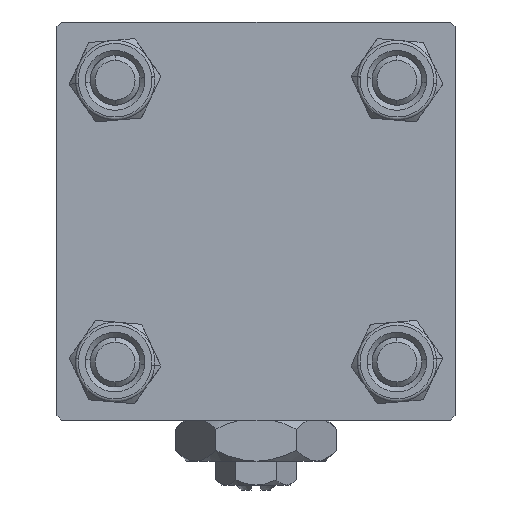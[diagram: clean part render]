
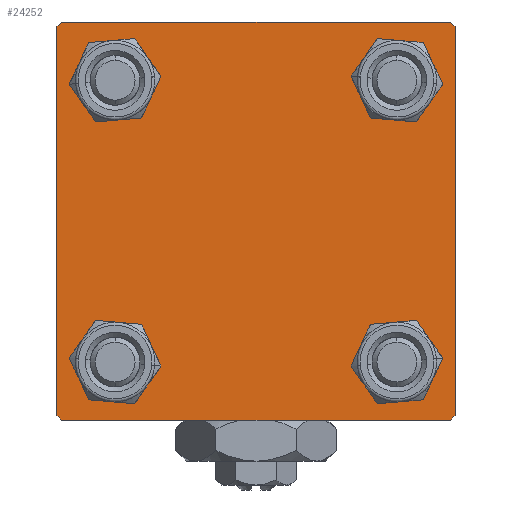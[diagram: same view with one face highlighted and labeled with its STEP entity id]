
A CAD part, left-side view. The second image highlights one B-rep face of the part: STEP entity #24252.
In plain terms, the highlighted planar face has unit normal (-1, 0, 0).
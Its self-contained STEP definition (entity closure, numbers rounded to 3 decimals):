
#141 = FACE_OUTER_BOUND ( 'NONE', #20640, .T. ) ;
#715 = FACE_BOUND ( 'NONE', #25950, .T. ) ;
#895 = CARTESIAN_POINT ( 'NONE',  ( 0., -14.15, -11.15 ) ) ;
#1025 = LINE ( 'NONE', #15817, #30255 ) ;
#1655 = DIRECTION ( 'NONE',  ( 0., 0.707, 0.707 ) ) ;
#1868 = VERTEX_POINT ( 'NONE', #37399 ) ;
#1895 = DIRECTION ( 'NONE',  ( 0., -0.707, -0.707 ) ) ;
#2731 = CIRCLE ( 'NONE', #21674, 3. ) ;
#2998 = EDGE_LOOP ( 'NONE', ( #39848, #13874 ) ) ;
#3021 = CARTESIAN_POINT ( 'NONE',  ( 0., -20., 20. ) ) ;
#4111 = CARTESIAN_POINT ( 'NONE',  ( 0., 20., 20. ) ) ;
#4116 = VERTEX_POINT ( 'NONE', #18054 ) ;
#4876 = DIRECTION ( 'NONE',  ( -1., 0., 0. ) ) ;
#5503 = VERTEX_POINT ( 'NONE', #46364 ) ;
#5660 = ORIENTED_EDGE ( 'NONE', *, *, #52960, .T. ) ;
#6365 = VERTEX_POINT ( 'NONE', #46730 ) ;
#6590 = VECTOR ( 'NONE', #47986, 1000. ) ;
#6700 = LINE ( 'NONE', #42786, #43844 ) ;
#6884 = VERTEX_POINT ( 'NONE', #44681 ) ;
#7840 = EDGE_CURVE ( 'NONE', #56290, #5503, #19231, .T. ) ;
#7976 = VERTEX_POINT ( 'NONE', #20098 ) ;
#8676 = AXIS2_PLACEMENT_3D ( 'NONE', #34602, #25444, #16278 ) ;
#8996 = CARTESIAN_POINT ( 'NONE',  ( 0., -14.15, 14.15 ) ) ;
#9091 = CARTESIAN_POINT ( 'NONE',  ( 0., -19.75, -19.75 ) ) ;
#9525 = VERTEX_POINT ( 'NONE', #35318 ) ;
#11290 = AXIS2_PLACEMENT_3D ( 'NONE', #45410, #4876, #22927 ) ;
#11424 = CIRCLE ( 'NONE', #17087, 3. ) ;
#11543 = AXIS2_PLACEMENT_3D ( 'NONE', #8996, #18448, #33496 ) ;
#11765 = VECTOR ( 'NONE', #55895, 1000. ) ;
#12058 = ORIENTED_EDGE ( 'NONE', *, *, #27575, .T. ) ;
#12127 = VERTEX_POINT ( 'NONE', #33751 ) ;
#13874 = ORIENTED_EDGE ( 'NONE', *, *, #52895, .T. ) ;
#14100 = DIRECTION ( 'NONE',  ( 0., -0.707, 0.707 ) ) ;
#14647 = FACE_BOUND ( 'NONE', #52689, .T. ) ;
#14814 = VERTEX_POINT ( 'NONE', #18774 ) ;
#15817 = CARTESIAN_POINT ( 'NONE',  ( 0., 19.75, -19.75 ) ) ;
#15929 = VECTOR ( 'NONE', #14100, 1000. ) ;
#16278 = DIRECTION ( 'NONE',  ( 0., 0., 1. ) ) ;
#16785 = DIRECTION ( 'NONE',  ( 1., 0., 0. ) ) ;
#17087 = AXIS2_PLACEMENT_3D ( 'NONE', #56720, #16785, #30383 ) ;
#18054 = CARTESIAN_POINT ( 'NONE',  ( 0., 19.5, 20. ) ) ;
#18199 = PLANE ( 'NONE',  #11290 ) ;
#18448 = DIRECTION ( 'NONE',  ( 1., 0., 0. ) ) ;
#18774 = CARTESIAN_POINT ( 'NONE',  ( 0., -14.15, -17.15 ) ) ;
#18868 = LINE ( 'NONE', #45488, #25691 ) ;
#19231 = LINE ( 'NONE', #51159, #11765 ) ;
#19341 = VERTEX_POINT ( 'NONE', #52938 ) ;
#19810 = CIRCLE ( 'NONE', #36689, 3. ) ;
#20098 = CARTESIAN_POINT ( 'NONE',  ( 0., -19.5, 20. ) ) ;
#20131 = CARTESIAN_POINT ( 'NONE',  ( 0., 19.5, -20. ) ) ;
#20298 = DIRECTION ( 'NONE',  ( 0., 0., 1. ) ) ;
#20420 = EDGE_CURVE ( 'NONE', #9525, #6365, #41023, .T. ) ;
#20640 = EDGE_LOOP ( 'NONE', ( #23543, #23394, #37894, #42434, #24066, #5660, #23479, #38655 ) ) ;
#20794 = CARTESIAN_POINT ( 'NONE',  ( 0., 20., -20. ) ) ;
#21373 = DIRECTION ( 'NONE',  ( 0., 0., -1. ) ) ;
#21497 = VERTEX_POINT ( 'NONE', #895 ) ;
#21674 = AXIS2_PLACEMENT_3D ( 'NONE', #56379, #42783, #20298 ) ;
#21917 = ORIENTED_EDGE ( 'NONE', *, *, #37410, .T. ) ;
#22151 = EDGE_CURVE ( 'NONE', #12127, #6365, #47982, .T. ) ;
#22927 = DIRECTION ( 'NONE',  ( 0., 0., 1. ) ) ;
#23214 = CARTESIAN_POINT ( 'NONE',  ( 0., 14.15, -14.15 ) ) ;
#23394 = ORIENTED_EDGE ( 'NONE', *, *, #37323, .T. ) ;
#23479 = ORIENTED_EDGE ( 'NONE', *, *, #48254, .F. ) ;
#23543 = ORIENTED_EDGE ( 'NONE', *, *, #7840, .T. ) ;
#23792 = CIRCLE ( 'NONE', #8676, 3. ) ;
#24066 = ORIENTED_EDGE ( 'NONE', *, *, #22151, .F. ) ;
#24252 = ADVANCED_FACE ( 'NONE', ( #36823, #14647, #45993, #715, #141 ), #18199, .T. ) ;
#24552 = CIRCLE ( 'NONE', #45364, 3. ) ;
#24936 = EDGE_CURVE ( 'NONE', #21497, #14814, #19810, .T. ) ;
#25444 = DIRECTION ( 'NONE',  ( 1., 0., 0. ) ) ;
#25691 = VECTOR ( 'NONE', #49042, 1000. ) ;
#25950 = EDGE_LOOP ( 'NONE', ( #33862, #39260 ) ) ;
#27076 = DIRECTION ( 'NONE',  ( 1., 0., 0. ) ) ;
#27437 = EDGE_CURVE ( 'NONE', #36591, #6884, #2731, .T. ) ;
#27575 = EDGE_CURVE ( 'NONE', #19341, #1868, #30150, .T. ) ;
#28549 = EDGE_CURVE ( 'NONE', #57409, #9525, #44444, .T. ) ;
#28719 = AXIS2_PLACEMENT_3D ( 'NONE', #33891, #34187, #52225 ) ;
#29005 = CARTESIAN_POINT ( 'NONE',  ( 0., 20., 19.5 ) ) ;
#29268 = DIRECTION ( 'NONE',  ( 0., 0., 1. ) ) ;
#29418 = DIRECTION ( 'NONE',  ( 1., 0., 0. ) ) ;
#30150 = CIRCLE ( 'NONE', #52814, 3. ) ;
#30255 = VECTOR ( 'NONE', #1895, 1000. ) ;
#30383 = DIRECTION ( 'NONE',  ( 0., 0., 1. ) ) ;
#30460 = DIRECTION ( 'NONE',  ( 0., -1., 0. ) ) ;
#31031 = LINE ( 'NONE', #4111, #39879 ) ;
#33496 = DIRECTION ( 'NONE',  ( 0., 0., 1. ) ) ;
#33751 = CARTESIAN_POINT ( 'NONE',  ( 0., -20., 19.5 ) ) ;
#33862 = ORIENTED_EDGE ( 'NONE', *, *, #27437, .T. ) ;
#33891 = CARTESIAN_POINT ( 'NONE',  ( 0., -14.15, 14.15 ) ) ;
#34187 = DIRECTION ( 'NONE',  ( 1., 0., 0. ) ) ;
#34602 = CARTESIAN_POINT ( 'NONE',  ( 0., -14.15, -14.15 ) ) ;
#34843 = VECTOR ( 'NONE', #21373, 1000. ) ;
#35021 = DIRECTION ( 'NONE',  ( 0., 0., 1. ) ) ;
#35318 = CARTESIAN_POINT ( 'NONE',  ( 0., -19.5, -20. ) ) ;
#36591 = VERTEX_POINT ( 'NONE', #40697 ) ;
#36689 = AXIS2_PLACEMENT_3D ( 'NONE', #51730, #38140, #29268 ) ;
#36766 = ORIENTED_EDGE ( 'NONE', *, *, #45999, .T. ) ;
#36823 = FACE_BOUND ( 'NONE', #2998, .T. ) ;
#37323 = EDGE_CURVE ( 'NONE', #5503, #57409, #1025, .T. ) ;
#37399 = CARTESIAN_POINT ( 'NONE',  ( 0., 14.15, -11.15 ) ) ;
#37410 = EDGE_CURVE ( 'NONE', #1868, #19341, #24552, .T. ) ;
#37800 = CARTESIAN_POINT ( 'NONE',  ( 0., -14.15, 17.15 ) ) ;
#37894 = ORIENTED_EDGE ( 'NONE', *, *, #28549, .T. ) ;
#38140 = DIRECTION ( 'NONE',  ( 1., 0., 0. ) ) ;
#38655 = ORIENTED_EDGE ( 'NONE', *, *, #46317, .T. ) ;
#38881 = CARTESIAN_POINT ( 'NONE',  ( 0., 14.15, -14.15 ) ) ;
#39260 = ORIENTED_EDGE ( 'NONE', *, *, #39730, .T. ) ;
#39611 = CARTESIAN_POINT ( 'NONE',  ( 0., -14.15, 11.15 ) ) ;
#39625 = VERTEX_POINT ( 'NONE', #37800 ) ;
#39730 = EDGE_CURVE ( 'NONE', #6884, #36591, #11424, .T. ) ;
#39848 = ORIENTED_EDGE ( 'NONE', *, *, #47881, .T. ) ;
#39879 = VECTOR ( 'NONE', #30460, 1000. ) ;
#40214 = ORIENTED_EDGE ( 'NONE', *, *, #24936, .T. ) ;
#40697 = CARTESIAN_POINT ( 'NONE',  ( 0., 14.15, 17.15 ) ) ;
#41023 = LINE ( 'NONE', #9091, #15929 ) ;
#41258 = DIRECTION ( 'NONE',  ( 0., 0., 1. ) ) ;
#42434 = ORIENTED_EDGE ( 'NONE', *, *, #20420, .T. ) ;
#42783 = DIRECTION ( 'NONE',  ( 1., 0., 0. ) ) ;
#42786 = CARTESIAN_POINT ( 'NONE',  ( 0., -19.75, 19.75 ) ) ;
#43433 = VERTEX_POINT ( 'NONE', #39611 ) ;
#43844 = VECTOR ( 'NONE', #1655, 1000. ) ;
#44444 = LINE ( 'NONE', #20794, #6590 ) ;
#44681 = CARTESIAN_POINT ( 'NONE',  ( 0., 14.15, 11.15 ) ) ;
#45364 = AXIS2_PLACEMENT_3D ( 'NONE', #38881, #29418, #35021 ) ;
#45410 = CARTESIAN_POINT ( 'NONE',  ( 0., 0., 0. ) ) ;
#45488 = CARTESIAN_POINT ( 'NONE',  ( 0., 19.75, 19.75 ) ) ;
#45993 = FACE_BOUND ( 'NONE', #57687, .T. ) ;
#45999 = EDGE_CURVE ( 'NONE', #14814, #21497, #23792, .T. ) ;
#46317 = EDGE_CURVE ( 'NONE', #4116, #56290, #18868, .T. ) ;
#46364 = CARTESIAN_POINT ( 'NONE',  ( 0., 20., -19.5 ) ) ;
#46730 = CARTESIAN_POINT ( 'NONE',  ( 0., -20., -19.5 ) ) ;
#47881 = EDGE_CURVE ( 'NONE', #39625, #43433, #50240, .T. ) ;
#47982 = LINE ( 'NONE', #3021, #34843 ) ;
#47986 = DIRECTION ( 'NONE',  ( 0., -1., 0. ) ) ;
#48254 = EDGE_CURVE ( 'NONE', #4116, #7976, #31031, .T. ) ;
#49042 = DIRECTION ( 'NONE',  ( 0., 0.707, -0.707 ) ) ;
#50240 = CIRCLE ( 'NONE', #11543, 3. ) ;
#51159 = CARTESIAN_POINT ( 'NONE',  ( 0., 20., 20. ) ) ;
#51730 = CARTESIAN_POINT ( 'NONE',  ( 0., -14.15, -14.15 ) ) ;
#52225 = DIRECTION ( 'NONE',  ( 0., 0., 1. ) ) ;
#52689 = EDGE_LOOP ( 'NONE', ( #40214, #36766 ) ) ;
#52814 = AXIS2_PLACEMENT_3D ( 'NONE', #23214, #27076, #41258 ) ;
#52895 = EDGE_CURVE ( 'NONE', #43433, #39625, #54211, .T. ) ;
#52938 = CARTESIAN_POINT ( 'NONE',  ( 0., 14.15, -17.15 ) ) ;
#52960 = EDGE_CURVE ( 'NONE', #12127, #7976, #6700, .T. ) ;
#54211 = CIRCLE ( 'NONE', #28719, 3. ) ;
#55895 = DIRECTION ( 'NONE',  ( 0., 0., -1. ) ) ;
#56290 = VERTEX_POINT ( 'NONE', #29005 ) ;
#56379 = CARTESIAN_POINT ( 'NONE',  ( 0., 14.15, 14.15 ) ) ;
#56720 = CARTESIAN_POINT ( 'NONE',  ( 0., 14.15, 14.15 ) ) ;
#57409 = VERTEX_POINT ( 'NONE', #20131 ) ;
#57687 = EDGE_LOOP ( 'NONE', ( #21917, #12058 ) ) ;
